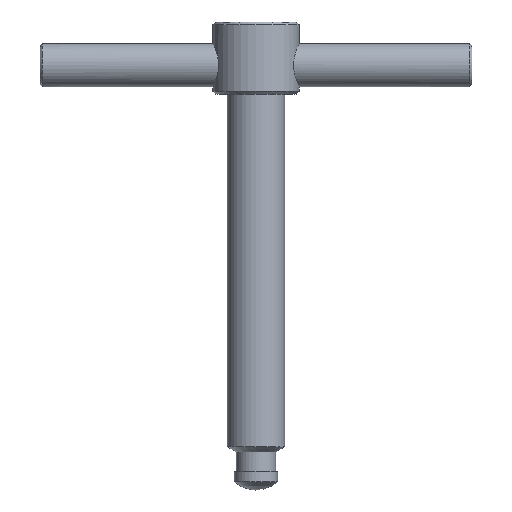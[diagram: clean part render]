
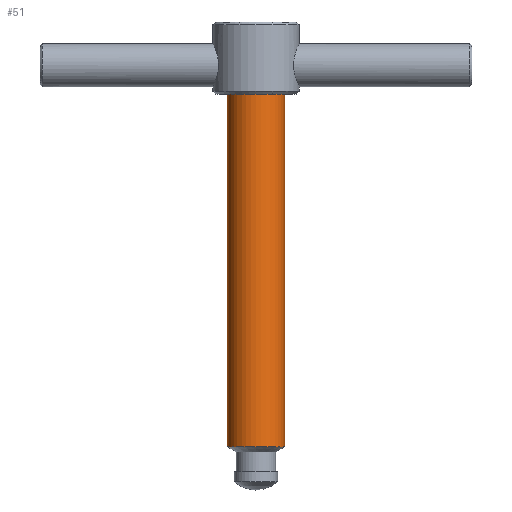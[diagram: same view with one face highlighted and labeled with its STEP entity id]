
A CAD part, top view. The second image highlights one B-rep face of the part: STEP entity #51.
In plain terms, the highlighted cylindrical face has radius 8 mm (diameter 16 mm), a full revolution.
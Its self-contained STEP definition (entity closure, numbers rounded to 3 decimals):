
#51 = ADVANCED_FACE( '', ( #112, #113 ), #114, .T. );
#112 = FACE_OUTER_BOUND( '', #186, .T. );
#113 = FACE_OUTER_BOUND( '', #187, .T. );
#114 = CYLINDRICAL_SURFACE( '', #188, 8. );
#186 = EDGE_LOOP( '', ( #264 ) );
#187 = EDGE_LOOP( '', ( #265 ) );
#188 = AXIS2_PLACEMENT_3D( '', #266, #267, #268 );
#264 = ORIENTED_EDGE( '', *, *, #347, .F. );
#265 = ORIENTED_EDGE( '', *, *, #348, .T. );
#266 = CARTESIAN_POINT( '', ( 0., 0., 0. ) );
#267 = DIRECTION( '', ( 0., 1., 0. ) );
#268 = DIRECTION( '', ( 0., 0., -1. ) );
#347 = EDGE_CURVE( '', #388, #388, #389, .T. );
#348 = EDGE_CURVE( '', #390, #390, #391, .T. );
#388 = VERTEX_POINT( '', #521 );
#389 = CIRCLE( '', #522, 8. );
#390 = VERTEX_POINT( '', #523 );
#391 = CIRCLE( '', #524, 8. );
#521 = CARTESIAN_POINT( '', ( 0., 12., -8. ) );
#522 = AXIS2_PLACEMENT_3D( '', #652, #653, #654 );
#523 = CARTESIAN_POINT( '', ( 0., 110., -8. ) );
#524 = AXIS2_PLACEMENT_3D( '', #655, #656, #657 );
#652 = CARTESIAN_POINT( '', ( 0., 12., 0. ) );
#653 = DIRECTION( '', ( 0., -1., 0. ) );
#654 = DIRECTION( '', ( 0., 0., -1. ) );
#655 = CARTESIAN_POINT( '', ( 0., 110., 0. ) );
#656 = DIRECTION( '', ( 0., -1., 0. ) );
#657 = DIRECTION( '', ( 0., 0., -1. ) );
